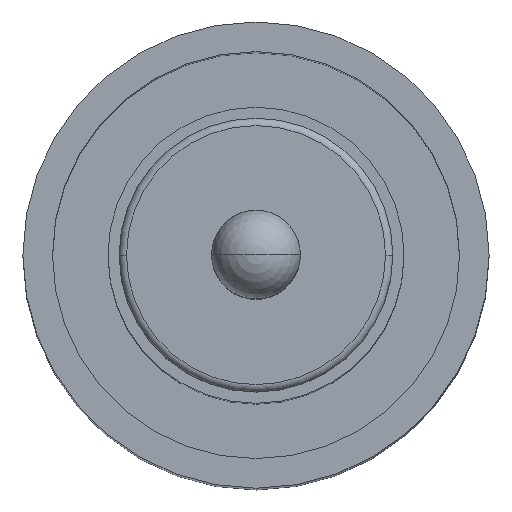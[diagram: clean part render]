
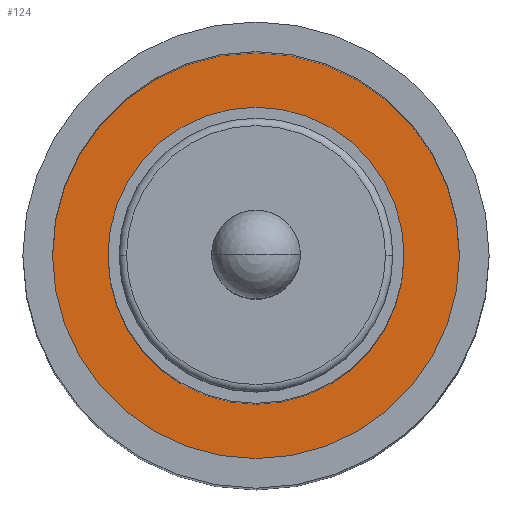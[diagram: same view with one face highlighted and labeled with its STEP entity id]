
A CAD part, top view. The second image highlights one B-rep face of the part: STEP entity #124.
In plain terms, the highlighted planar face has unit normal (0, 0, 1).
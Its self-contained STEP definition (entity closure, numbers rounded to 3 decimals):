
#124=ADVANCED_FACE('',(#252,#253),#254,.T.);
#252=FACE_OUTER_BOUND('',#380,.T.);
#253=FACE_BOUND('',#381,.T.);
#254=PLANE('',#382);
#380=EDGE_LOOP('',(#641,#642));
#381=EDGE_LOOP('',(#643,#644));
#382=AXIS2_PLACEMENT_3D('',#645,#646,#647);
#641=ORIENTED_EDGE('',*,*,#793,.T.);
#642=ORIENTED_EDGE('',*,*,#770,.T.);
#643=ORIENTED_EDGE('',*,*,#796,.F.);
#644=ORIENTED_EDGE('',*,*,#800,.F.);
#645=CARTESIAN_POINT('',(148.5,105.0,-2.35));
#646=DIRECTION('',(0.0,0.0,1.0));
#647=DIRECTION('',(1.0,0.0,0.0));
#770=EDGE_CURVE('',#919,#917,#920,.T.);
#793=EDGE_CURVE('',#917,#919,#946,.T.);
#796=EDGE_CURVE('',#948,#951,#952,.T.);
#800=EDGE_CURVE('',#951,#948,#957,.T.);
#917=VERTEX_POINT('',#1141);
#919=VERTEX_POINT('',#1144);
#920=CIRCLE('',#1145,5.5);
#946=CIRCLE('',#1191,5.5);
#948=VERTEX_POINT('',#1193);
#951=VERTEX_POINT('',#1197);
#952=CIRCLE('',#1198,4.0);
#957=CIRCLE('',#1204,4.0);
#1141=CARTESIAN_POINT('',(154.0,105.0,-2.35));
#1144=CARTESIAN_POINT('',(143.0,105.0,-2.35));
#1145=AXIS2_PLACEMENT_3D('',#1325,#1326,#1327);
#1191=AXIS2_PLACEMENT_3D('',#1355,#1356,#1357);
#1193=CARTESIAN_POINT('',(152.5,105.0,-2.35));
#1197=CARTESIAN_POINT('',(144.5,105.0,-2.35));
#1198=AXIS2_PLACEMENT_3D('',#1359,#1360,#1361);
#1204=AXIS2_PLACEMENT_3D('',#1366,#1367,#1368);
#1325=CARTESIAN_POINT('',(148.5,105.0,-2.35));
#1326=DIRECTION('',(0.0,0.0,1.0));
#1327=DIRECTION('',(1.0,0.0,0.0));
#1355=CARTESIAN_POINT('',(148.5,105.0,-2.35));
#1356=DIRECTION('',(0.0,0.0,1.0));
#1357=DIRECTION('',(1.0,0.0,0.0));
#1359=CARTESIAN_POINT('',(148.5,105.0,-2.35));
#1360=DIRECTION('',(0.0,0.0,1.0));
#1361=DIRECTION('',(1.0,0.0,0.0));
#1366=CARTESIAN_POINT('',(148.5,105.0,-2.35));
#1367=DIRECTION('',(0.0,0.0,1.0));
#1368=DIRECTION('',(1.0,0.0,0.0));
